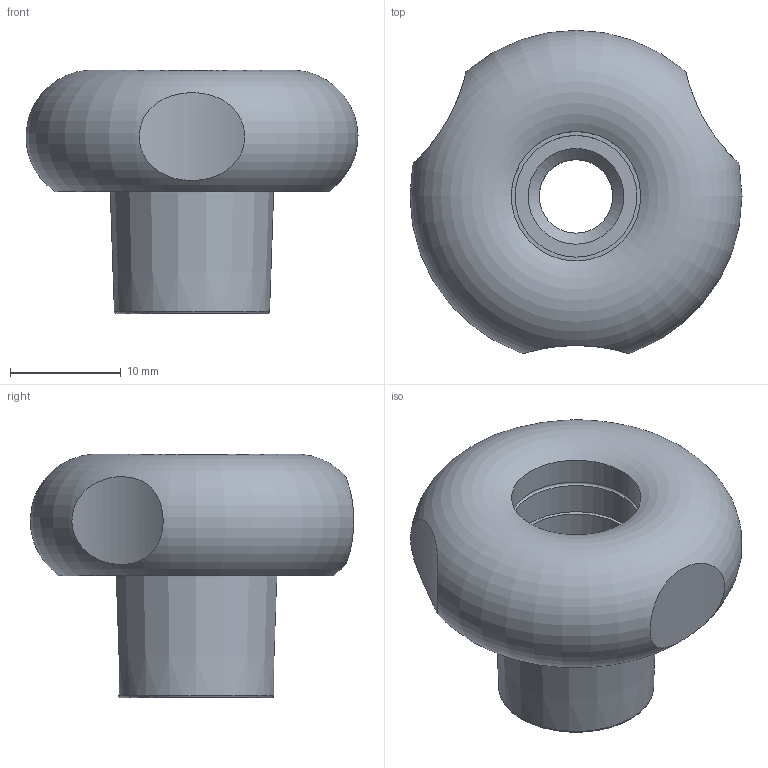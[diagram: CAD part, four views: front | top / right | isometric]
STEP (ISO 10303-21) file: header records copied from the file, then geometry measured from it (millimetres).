
FILE_DESCRIPTION( ( 'Unknown' ), '1' );
FILE_NAME( '6390030_VTB30_FP_M08.stp', 'Unknown', ( 'Unknown' ), ( 'Unknown' ), 'PSStep 11.0', 'Unknown', ' ' );
FILE_SCHEMA( ( 'AUTOMOTIVE_DESIGN { 1 0 10303 214 1 1 1 1 }' ) );
Length unit declared in the file: millimetre
Products named in the file (1): 6390030
Bounding box: 29.99 x 29.22 x 21.99 mm (x, y, z)
Volume: 5980.5 mm3; surface area: 3489.6 mm2
Topology: 1 solids, 1 shells, 34 faces, 81 edges, 54 vertices
Faces by surface type: plane 16, cylinder 7, torus 7, cone 4
Full cylindrical faces by diameter (mm): 6.647 x1, 11 x1, 11.691 x2
Entity records: 1610 total; most frequent: CARTESIAN_POINT 626, DIRECTION 138, ORIENTED_EDGE 130, AXIS2_PLACEMENT_3D 65, EDGE_CURVE 65, EDGE_LOOP 52, VERTEX_POINT 49, FACE_OUTER_BOUND 41
